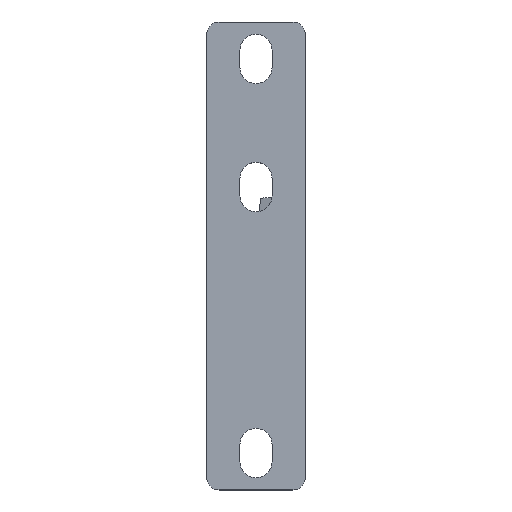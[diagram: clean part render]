
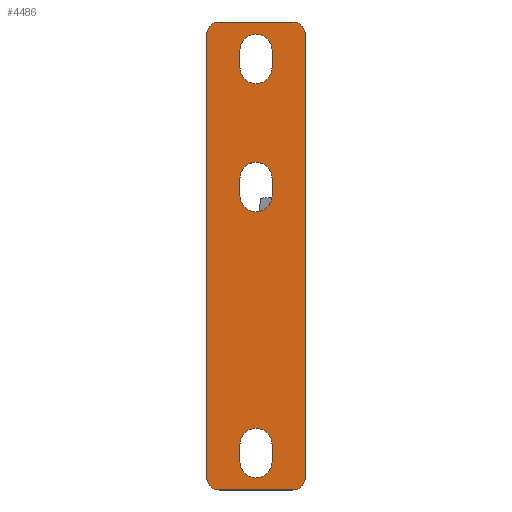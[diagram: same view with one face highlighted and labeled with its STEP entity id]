
A CAD part, top view. The second image highlights one B-rep face of the part: STEP entity #4486.
In plain terms, the highlighted face is planar.
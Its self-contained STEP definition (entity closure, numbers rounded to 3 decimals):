
#4093=DIRECTION('',(0.,0.,-1.));
#4094=VECTOR('',#4093,180.);
#4095=CARTESIAN_POINT('',(0.,-40.,-5.));
#4096=LINE('',#4095,#4094);
#4097=DIRECTION('',(0.,-1.,0.));
#4098=VECTOR('',#4097,30.);
#4099=CARTESIAN_POINT('',(0.,-5.,0.));
#4100=LINE('',#4099,#4098);
#4101=DIRECTION('',(0.,0.,1.));
#4102=VECTOR('',#4101,180.);
#4103=CARTESIAN_POINT('',(0.,0.,-185.));
#4104=LINE('',#4103,#4102);
#4105=DIRECTION('',(0.,1.,0.));
#4106=VECTOR('',#4105,30.);
#4107=CARTESIAN_POINT('',(0.,-35.,-190.));
#4108=LINE('',#4107,#4106);
#4109=DIRECTION('',(0.,0.,-1.));
#4110=VECTOR('',#4109,7.);
#4111=CARTESIAN_POINT('',(0.,-13.5,-171.5));
#4112=LINE('',#4111,#4110);
#4113=CARTESIAN_POINT('',(0.,-20.,-171.5));
#4114=DIRECTION('',(1.,0.,0.));
#4115=DIRECTION('',(0.,1.,0.));
#4116=AXIS2_PLACEMENT_3D('',#4113,#4114,#4115);
#4118=DIRECTION('',(0.,0.,1.));
#4119=VECTOR('',#4118,7.);
#4120=CARTESIAN_POINT('',(0.,-26.5,-178.5));
#4121=LINE('',#4120,#4119);
#4122=CARTESIAN_POINT('',(0.,-20.,-178.5));
#4123=DIRECTION('',(1.,0.,0.));
#4124=DIRECTION('',(0.,-1.,0.));
#4125=AXIS2_PLACEMENT_3D('',#4122,#4123,#4124);
#4127=CARTESIAN_POINT('',(0.,-20.,-18.5));
#4128=DIRECTION('',(1.,0.,0.));
#4129=DIRECTION('',(0.,-1.,0.));
#4130=AXIS2_PLACEMENT_3D('',#4127,#4128,#4129);
#4132=DIRECTION('',(0.,0.,-1.));
#4133=VECTOR('',#4132,7.);
#4134=CARTESIAN_POINT('',(0.,-13.5,-11.5));
#4135=LINE('',#4134,#4133);
#4136=CARTESIAN_POINT('',(0.,-20.,-11.5));
#4137=DIRECTION('',(1.,0.,0.));
#4138=DIRECTION('',(0.,1.,0.));
#4139=AXIS2_PLACEMENT_3D('',#4136,#4137,#4138);
#4141=DIRECTION('',(0.,0.,1.));
#4142=VECTOR('',#4141,7.);
#4143=CARTESIAN_POINT('',(0.,-26.5,-18.5));
#4144=LINE('',#4143,#4142);
#4145=DIRECTION('',(0.,0.,1.));
#4146=VECTOR('',#4145,7.);
#4147=CARTESIAN_POINT('',(0.,-26.5,-70.5));
#4148=LINE('',#4147,#4146);
#4149=CARTESIAN_POINT('',(0.,-20.,-70.5));
#4150=DIRECTION('',(1.,0.,0.));
#4151=DIRECTION('',(0.,-1.,0.));
#4152=AXIS2_PLACEMENT_3D('',#4149,#4150,#4151);
#4154=DIRECTION('',(0.,0.,-1.));
#4155=VECTOR('',#4154,7.);
#4156=CARTESIAN_POINT('',(0.,-13.5,-63.5));
#4157=LINE('',#4156,#4155);
#4158=CARTESIAN_POINT('',(0.,-20.,-63.5));
#4159=DIRECTION('',(1.,0.,0.));
#4160=DIRECTION('',(0.,1.,0.));
#4161=AXIS2_PLACEMENT_3D('',#4158,#4159,#4160);
#4176=CARTESIAN_POINT('',(0.,-35.,-185.));
#4177=DIRECTION('',(1.,0.,0.));
#4178=DIRECTION('',(0.,-1.,0.));
#4179=AXIS2_PLACEMENT_3D('',#4176,#4177,#4178);
#4194=CARTESIAN_POINT('',(0.,-5.,-185.));
#4195=DIRECTION('',(1.,0.,0.));
#4196=DIRECTION('',(0.,0.,-1.));
#4197=AXIS2_PLACEMENT_3D('',#4194,#4195,#4196);
#4212=CARTESIAN_POINT('',(0.,-5.,-5.));
#4213=DIRECTION('',(1.,0.,0.));
#4214=DIRECTION('',(0.,1.,0.));
#4215=AXIS2_PLACEMENT_3D('',#4212,#4213,#4214);
#4230=CARTESIAN_POINT('',(0.,-35.,-5.));
#4231=DIRECTION('',(1.,0.,0.));
#4232=DIRECTION('',(0.,0.,1.));
#4233=AXIS2_PLACEMENT_3D('',#4230,#4231,#4232);
#4354=CARTESIAN_POINT('',(0.,-35.,-190.));
#4356=VERTEX_POINT('',#4354);
#4359=CARTESIAN_POINT('',(0.,-40.,-185.));
#4360=VERTEX_POINT('',#4359);
#4362=CARTESIAN_POINT('',(0.,0.,-185.));
#4364=VERTEX_POINT('',#4362);
#4367=CARTESIAN_POINT('',(0.,-5.,-190.));
#4368=VERTEX_POINT('',#4367);
#4370=CARTESIAN_POINT('',(0.,-40.,-5.));
#4372=VERTEX_POINT('',#4370);
#4375=CARTESIAN_POINT('',(0.,-35.,0.));
#4376=VERTEX_POINT('',#4375);
#4378=CARTESIAN_POINT('',(0.,-5.,0.));
#4380=VERTEX_POINT('',#4378);
#4383=CARTESIAN_POINT('',(0.,0.,-5.));
#4384=VERTEX_POINT('',#4383);
#4385=CARTESIAN_POINT('',(0.,-13.5,-171.5));
#4386=CARTESIAN_POINT('',(0.,-13.5,-178.5));
#4387=VERTEX_POINT('',#4385);
#4388=VERTEX_POINT('',#4386);
#4389=CARTESIAN_POINT('',(0.,-26.5,-178.5));
#4390=VERTEX_POINT('',#4389);
#4391=CARTESIAN_POINT('',(0.,-26.5,-171.5));
#4392=VERTEX_POINT('',#4391);
#4393=CARTESIAN_POINT('',(0.,-26.5,-18.5));
#4394=CARTESIAN_POINT('',(0.,-13.5,-18.5));
#4395=VERTEX_POINT('',#4393);
#4396=VERTEX_POINT('',#4394);
#4397=CARTESIAN_POINT('',(0.,-26.5,-11.5));
#4398=VERTEX_POINT('',#4397);
#4399=CARTESIAN_POINT('',(0.,-13.5,-11.5));
#4400=VERTEX_POINT('',#4399);
#4417=CARTESIAN_POINT('',(0.,-26.5,-70.5));
#4418=CARTESIAN_POINT('',(0.,-26.5,-63.5));
#4419=VERTEX_POINT('',#4417);
#4420=VERTEX_POINT('',#4418);
#4421=CARTESIAN_POINT('',(0.,-13.5,-63.5));
#4422=VERTEX_POINT('',#4421);
#4423=CARTESIAN_POINT('',(0.,-13.5,-70.5));
#4424=VERTEX_POINT('',#4423);
#4433=CARTESIAN_POINT('',(0.,0.,0.));
#4434=DIRECTION('',(1.,0.,0.));
#4435=DIRECTION('',(0.,-1.,0.));
#4436=AXIS2_PLACEMENT_3D('',#4433,#4434,#4435);
#4437=PLANE('',#4436);
#4439=ORIENTED_EDGE('',*,*,#4438,.F.);
#4441=ORIENTED_EDGE('',*,*,#4440,.F.);
#4443=ORIENTED_EDGE('',*,*,#4442,.F.);
#4445=ORIENTED_EDGE('',*,*,#4444,.F.);
#4447=ORIENTED_EDGE('',*,*,#4446,.F.);
#4449=ORIENTED_EDGE('',*,*,#4448,.F.);
#4451=ORIENTED_EDGE('',*,*,#4450,.F.);
#4453=ORIENTED_EDGE('',*,*,#4452,.F.);
#4454=EDGE_LOOP('',(#4439,#4441,#4443,#4445,#4447,#4449,#4451,#4453));
#4455=FACE_OUTER_BOUND('',#4454,.F.);
#4457=ORIENTED_EDGE('',*,*,#4456,.F.);
#4459=ORIENTED_EDGE('',*,*,#4458,.T.);
#4461=ORIENTED_EDGE('',*,*,#4460,.F.);
#4463=ORIENTED_EDGE('',*,*,#4462,.T.);
#4464=EDGE_LOOP('',(#4457,#4459,#4461,#4463));
#4465=FACE_BOUND('',#4464,.F.);
#4467=ORIENTED_EDGE('',*,*,#4466,.T.);
#4469=ORIENTED_EDGE('',*,*,#4468,.F.);
#4471=ORIENTED_EDGE('',*,*,#4470,.T.);
#4473=ORIENTED_EDGE('',*,*,#4472,.F.);
#4474=EDGE_LOOP('',(#4467,#4469,#4471,#4473));
#4475=FACE_BOUND('',#4474,.F.);
#4477=ORIENTED_EDGE('',*,*,#4476,.F.);
#4479=ORIENTED_EDGE('',*,*,#4478,.T.);
#4481=ORIENTED_EDGE('',*,*,#4480,.F.);
#4483=ORIENTED_EDGE('',*,*,#4482,.T.);
#4484=EDGE_LOOP('',(#4477,#4479,#4481,#4483));
#4485=FACE_BOUND('',#4484,.F.);
#4486=ADVANCED_FACE('',(#4455,#4465,#4475,#4485),#4437,.T.);
#4117=CIRCLE('',#4116,6.5);
#4126=CIRCLE('',#4125,6.5);
#4131=CIRCLE('',#4130,6.5);
#4140=CIRCLE('',#4139,6.5);
#4153=CIRCLE('',#4152,6.5);
#4162=CIRCLE('',#4161,6.5);
#4180=CIRCLE('',#4179,5.);
#4198=CIRCLE('',#4197,5.);
#4216=CIRCLE('',#4215,5.);
#4234=CIRCLE('',#4233,5.);
#4438=EDGE_CURVE('',#4360,#4356,#4180,.T.);
#4440=EDGE_CURVE('',#4372,#4360,#4096,.T.);
#4442=EDGE_CURVE('',#4376,#4372,#4234,.T.);
#4444=EDGE_CURVE('',#4380,#4376,#4100,.T.);
#4446=EDGE_CURVE('',#4384,#4380,#4216,.T.);
#4448=EDGE_CURVE('',#4364,#4384,#4104,.T.);
#4450=EDGE_CURVE('',#4368,#4364,#4198,.T.);
#4452=EDGE_CURVE('',#4356,#4368,#4108,.T.);
#4456=EDGE_CURVE('',#4387,#4388,#4112,.T.);
#4458=EDGE_CURVE('',#4387,#4392,#4117,.T.);
#4460=EDGE_CURVE('',#4390,#4392,#4121,.T.);
#4462=EDGE_CURVE('',#4390,#4388,#4126,.T.);
#4466=EDGE_CURVE('',#4395,#4396,#4131,.T.);
#4468=EDGE_CURVE('',#4400,#4396,#4135,.T.);
#4470=EDGE_CURVE('',#4400,#4398,#4140,.T.);
#4472=EDGE_CURVE('',#4395,#4398,#4144,.T.);
#4476=EDGE_CURVE('',#4419,#4420,#4148,.T.);
#4478=EDGE_CURVE('',#4419,#4424,#4153,.T.);
#4480=EDGE_CURVE('',#4422,#4424,#4157,.T.);
#4482=EDGE_CURVE('',#4422,#4420,#4162,.T.);
